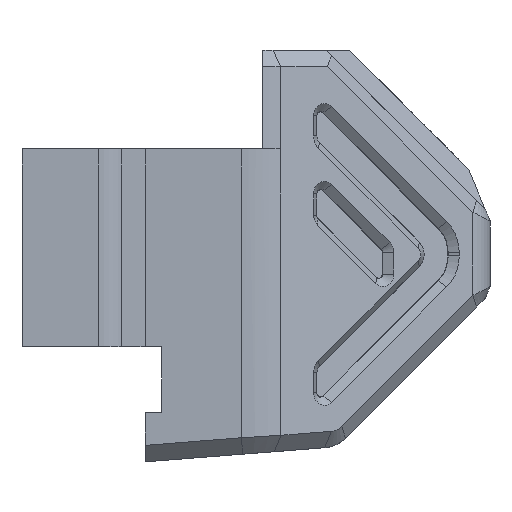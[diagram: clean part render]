
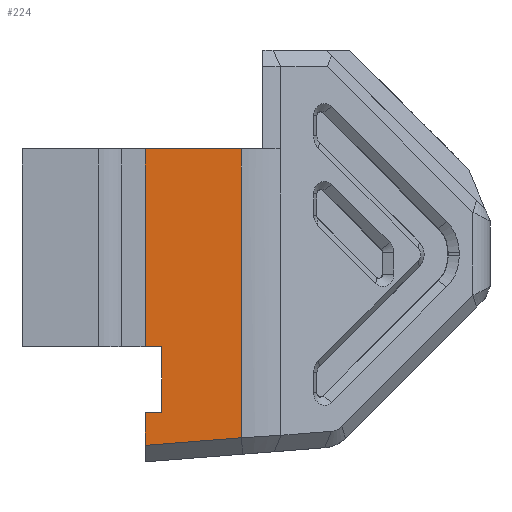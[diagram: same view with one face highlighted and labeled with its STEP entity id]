
A CAD part, left-side view. The second image highlights one B-rep face of the part: STEP entity #224.
In plain terms, the highlighted planar face has unit normal (-1, 0, 0).
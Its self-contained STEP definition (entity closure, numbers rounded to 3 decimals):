
#224=ADVANCED_FACE('',(#433),#3313,.T.);
#433=FACE_OUTER_BOUND('',#650,.T.);
#650=EDGE_LOOP('',(#1694,#1695,#1696,#1697,#1698,#1699,#1700,#1701));
#1694=ORIENTED_EDGE('',*,*,#2271,.T.);
#1695=ORIENTED_EDGE('',*,*,#2272,.T.);
#1696=ORIENTED_EDGE('',*,*,#1773,.F.);
#1697=ORIENTED_EDGE('',*,*,#1811,.F.);
#1698=ORIENTED_EDGE('',*,*,#1810,.T.);
#1699=ORIENTED_EDGE('',*,*,#1820,.F.);
#1700=ORIENTED_EDGE('',*,*,#1802,.F.);
#1701=ORIENTED_EDGE('',*,*,#2270,.F.);
#1773=EDGE_CURVE('',#2989,#3265,#2536,.T.);
#1802=EDGE_CURVE('',#2978,#2946,#2561,.T.);
#1810=EDGE_CURVE('',#2990,#2985,#2495,.T.);
#1811=EDGE_CURVE('',#2990,#2989,#2568,.T.);
#1820=EDGE_CURVE('',#2946,#2985,#2573,.T.);
#2270=EDGE_CURVE('',#3264,#2978,#2919,.T.);
#2271=EDGE_CURVE('',#3264,#3266,#2920,.T.);
#2272=EDGE_CURVE('',#3266,#3265,#2921,.T.);
#2495=(
BOUNDED_CURVE()
B_SPLINE_CURVE(1,(#5268,#5269),.UNSPECIFIED.,.F.,.F.)
B_SPLINE_CURVE_WITH_KNOTS((2,2),(0.902,18.439),
 .UNSPECIFIED.)
CURVE()
GEOMETRIC_REPRESENTATION_ITEM()
RATIONAL_B_SPLINE_CURVE((1.,1.))
REPRESENTATION_ITEM('')
);
#2536=B_SPLINE_CURVE_WITH_KNOTS('',1,(#5102,#5103),.UNSPECIFIED.,.F.,.F.,
(2,2),(1.475,3.472),.UNSPECIFIED.);
#2561=B_SPLINE_CURVE_WITH_KNOTS('',1,(#5248,#5249),.UNSPECIFIED.,.F.,.F.,
(2,2),(7.472,19.472),.UNSPECIFIED.);
#2568=B_SPLINE_CURVE_WITH_KNOTS('',1,(#5270,#5271),.UNSPECIFIED.,.F.,.F.,
(2,2),(-0.079,5.789),.UNSPECIFIED.);
#2573=B_SPLINE_CURVE_WITH_KNOTS('',1,(#5308,#5309),.UNSPECIFIED.,.F.,.F.,
(2,2),(2.828,8.679),.UNSPECIFIED.);
#2919=B_SPLINE_CURVE_WITH_KNOTS('',1,(#6668,#6669),.UNSPECIFIED.,.F.,.F.,
(2,2),(-1.,0.),.UNSPECIFIED.);
#2920=B_SPLINE_CURVE_WITH_KNOTS('',1,(#6670,#6671),.UNSPECIFIED.,.F.,.F.,
(2,2),(0.,4.),.UNSPECIFIED.);
#2921=B_SPLINE_CURVE_WITH_KNOTS('',1,(#6672,#6673),.UNSPECIFIED.,.F.,.F.,
(2,2),(-8.472,-7.472),.UNSPECIFIED.);
#2946=VERTEX_POINT('',#4683);
#2978=VERTEX_POINT('',#4715);
#2985=VERTEX_POINT('',#4722);
#2989=VERTEX_POINT('',#4726);
#2990=VERTEX_POINT('',#4727);
#3264=VERTEX_POINT('',#5001);
#3265=VERTEX_POINT('',#5002);
#3266=VERTEX_POINT('',#5003);
#3313=PLANE('',#3578);
#3578=AXIS2_PLACEMENT_3D('',#4236,#3857,$);
#3857=DIRECTION('',(-1.,0.,0.));
#4236=CARTESIAN_POINT('',(131.626,-83.872,25.642));
#4683=CARTESIAN_POINT('',(131.626,-78.,25.));
#4715=CARTESIAN_POINT('',(131.626,-78.,13.));
#4722=CARTESIAN_POINT('',(131.626,-83.85,25.));
#4726=CARTESIAN_POINT('',(131.626,-78.,7.003));
#4727=CARTESIAN_POINT('',(131.626,-83.85,7.463));
#5001=CARTESIAN_POINT('',(131.626,-79.,13.));
#5002=CARTESIAN_POINT('',(131.626,-78.,9.));
#5003=CARTESIAN_POINT('',(131.626,-79.,9.));
#5102=CARTESIAN_POINT('',(131.626,-78.,7.003));
#5103=CARTESIAN_POINT('',(131.626,-78.,9.));
#5248=CARTESIAN_POINT('',(131.626,-78.,13.));
#5249=CARTESIAN_POINT('',(131.626,-78.,25.));
#5268=CARTESIAN_POINT('',(131.626,-83.85,7.463));
#5269=CARTESIAN_POINT('',(131.626,-83.85,25.));
#5270=CARTESIAN_POINT('',(131.626,-83.85,7.463));
#5271=CARTESIAN_POINT('',(131.626,-78.,7.003));
#5308=CARTESIAN_POINT('',(131.626,-78.,25.));
#5309=CARTESIAN_POINT('',(131.626,-83.85,25.));
#6668=CARTESIAN_POINT('',(131.626,-79.,13.));
#6669=CARTESIAN_POINT('',(131.626,-78.,13.));
#6670=CARTESIAN_POINT('',(131.626,-79.,13.));
#6671=CARTESIAN_POINT('',(131.626,-79.,9.));
#6672=CARTESIAN_POINT('',(131.626,-79.,9.));
#6673=CARTESIAN_POINT('',(131.626,-78.,9.));
